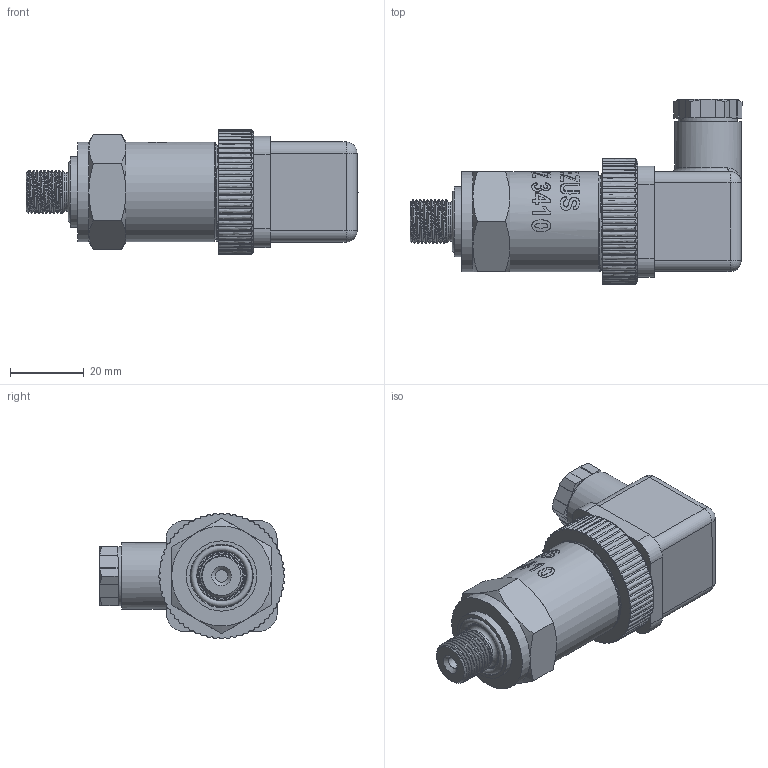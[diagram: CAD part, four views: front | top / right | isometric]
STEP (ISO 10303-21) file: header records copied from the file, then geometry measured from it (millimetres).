
FILE_DESCRIPTION(/* description */ (''),/* implementation_level */ '2;1');
FILE_NAME(/* name */ 'APZ3410_8_DIN43650A.step',/* time_stamp */ '2021-06-17T12:31:04+03:00',/* author */ (''),/* organization */ (''),/* preprocessor_version */ 'ST-DEVELOPER v18.1',/* originating_system */ 'Autodesk Translation Framework v10.9.0.1377',/* authorisation */ '');
FILE_SCHEMA (('AUTOMOTIVE_DESIGN { 1 0 10303 214 3 1 1 }'));
Products named in the file (5): APZ3410_x_y; OMAL nut M27x1.5 v8; DIN 43650A male Hirshmann round base v3; DIN 43650A female part 28 mm high v6; M12x1 DIN
Assembly tree (4 placements, depth 2):
  APZ3410_x_y
    OMAL nut M27x1.5 v8
    DIN 43650A male Hirshmann round base v3
    DIN 43650A female part 28 mm high v6
    M12x1 DIN
Bounding box: 89.74 x 50.02 x 34 mm (x, y, z)
Volume: 56093 mm3; surface area: 19837.3 mm2
Topology: 5 solids, 5 shells, 1383 faces, 3811 edges, 2534 vertices
Faces by surface type: plane 562, bspline 534, cylinder 231, cone 32, torus 18, sphere 6
Full cylindrical faces by diameter (mm): 1.6 x4, 1.65 x4, 2 x1, 2.2 x1, 2.537 x6, 2.579 x1, 2.938 x10, 3.2 x1, 3.3 x1, 5 x1, 6 x1, 7.8 x1, 8 x1, 10 x1, 10.5 x1, 10.741 x9, 11.884 x9, 13.5 x1, 16 x1, 16.7 x1, 18 x1, 19 x1, 21 x1, 21.4 x2, 22 x1, 24.4 x1, 25.132 x4, 25.526 x4, 26.85 x3, 27 x2
Entity records: 64213 total; most frequent: CARTESIAN_POINT 32670, ORIENTED_EDGE 7618, DIRECTION 4604, EDGE_CURVE 3809, VERTEX_POINT 2534, LINE 1826, VECTOR 1826, EDGE_LOOP 1501
